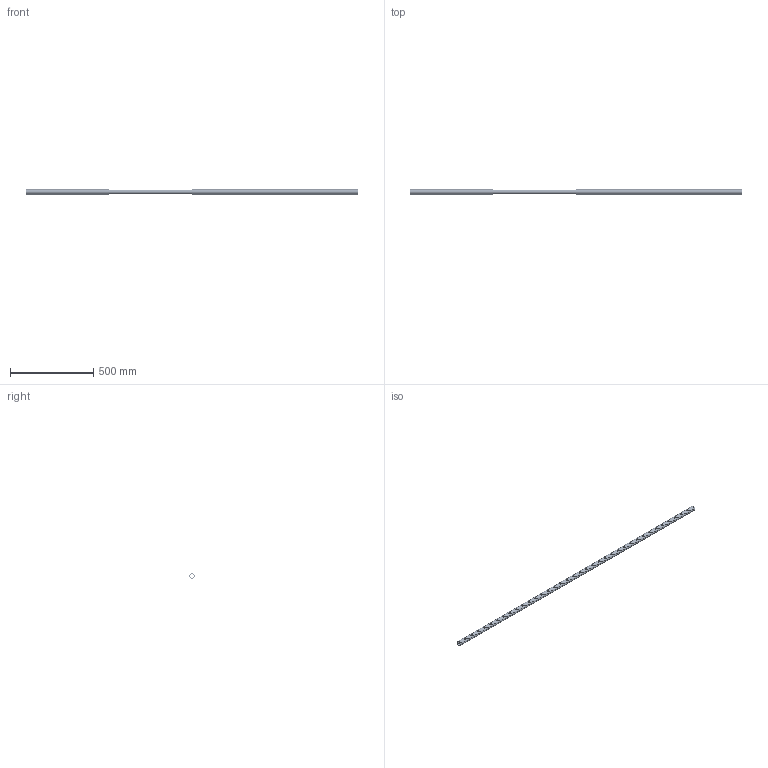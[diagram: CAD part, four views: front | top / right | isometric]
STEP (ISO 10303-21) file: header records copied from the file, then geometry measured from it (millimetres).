
FILE_DESCRIPTION (( 'STEP AP214' ), '1' );
FILE_NAME ('Ãîôðà d32.STEP', '2016-05-25T12:17:44', ( '' ), ( '' ), 'SwSTEP 2.0', 'SolidWorks 2014', '' );
FILE_SCHEMA (( 'AUTOMOTIVE_DESIGN' ));
Products named in the file (1): Ãîôðà d32
Bounding box: 2000 x 32 x 32 mm (x, y, z)
Volume: 180682.4 mm3; surface area: 722819.2 mm2
Topology: 1 solids, 1 shells, 4008 faces, 8016 edges, 5344 vertices
Faces by surface type: cylinder 2672, plane 1336
Entity records: 106922 total; most frequent: DIRECTION 21378, CARTESIAN_POINT 17369, ORIENTED_EDGE 16032, AXIS2_PLACEMENT_3D 9353, EDGE_CURVE 8016, VERTEX_POINT 5344, EDGE_LOOP 5344, CIRCLE 5344
